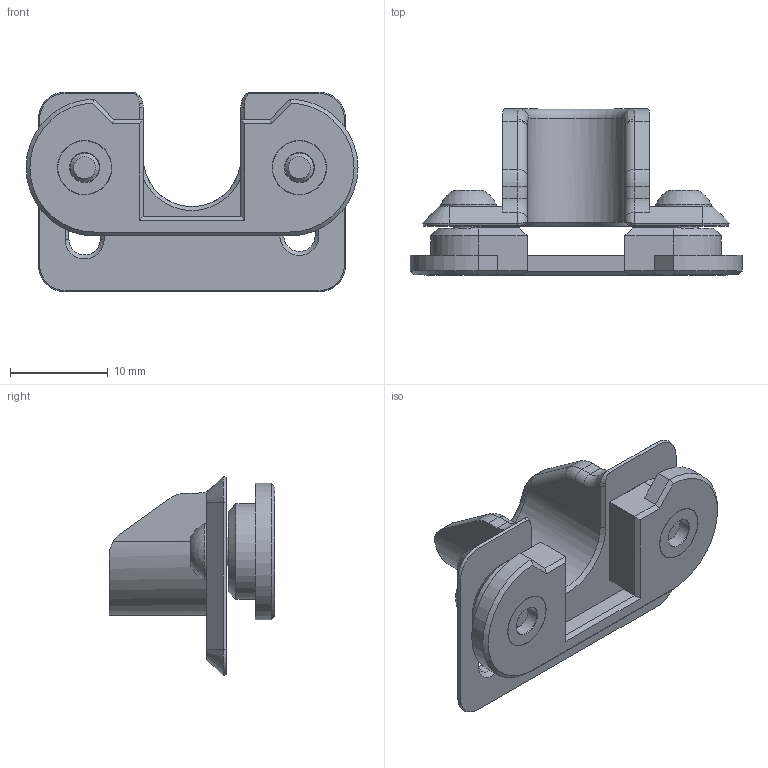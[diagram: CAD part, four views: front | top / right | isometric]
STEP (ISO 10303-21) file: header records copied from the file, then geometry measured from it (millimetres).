
FILE_DESCRIPTION(/* description */ (''),/* implementation_level */ '2;1');
FILE_NAME(/* name */ 'umbilical_collar.step',/* time_stamp */ '2023-02-27T16:26:01-05:00',/* author */ (''),/* organization */ (''),/* preprocessor_version */ 'ST-DEVELOPER v19.2',/* originating_system */ 'Autodesk Translation Framework v11.17.0.187',/* authorisation */ '');
FILE_SCHEMA (('AUTOMOTIVE_DESIGN { 1 0 10303 214 3 1 1 }'));
Length unit declared in the file: millimetre
Products named in the file (6): Umbilical Collar; Collar Top; Collar Bottom; Hardware (32); M3 Threaded Insert (6); M3x6 BHCS (4) (1)
Assembly tree (7 placements, depth 3):
  Umbilical Collar
    Collar Top
    Collar Bottom
    Hardware (32)
      M3 Threaded Insert (6)  x2
      M3x6 BHCS (4) (1)  x2
Bounding box: 34 x 17 x 20.43 mm (x, y, z)
Volume: 2554.6 mm3; surface area: 3204 mm2
Topology: 6 solids, 6 shells, 623 faces, 1705 edges, 1108 vertices
Faces by surface type: bspline 294, cylinder 180, plane 95, cone 45, torus 7, sphere 2
Full cylindrical faces by diameter (mm): 3 x4, 4.7 x2, 5.05 x2, 5.16 x2, 5.56 x2, 5.7 x2
Entity records: 13735 total; most frequent: CARTESIAN_POINT 4763, ORIENTED_EDGE 2000, DIRECTION 1778, EDGE_CURVE 1000, AXIS2_PLACEMENT_3D 672, VERTEX_POINT 642, LINE 434, VECTOR 434
